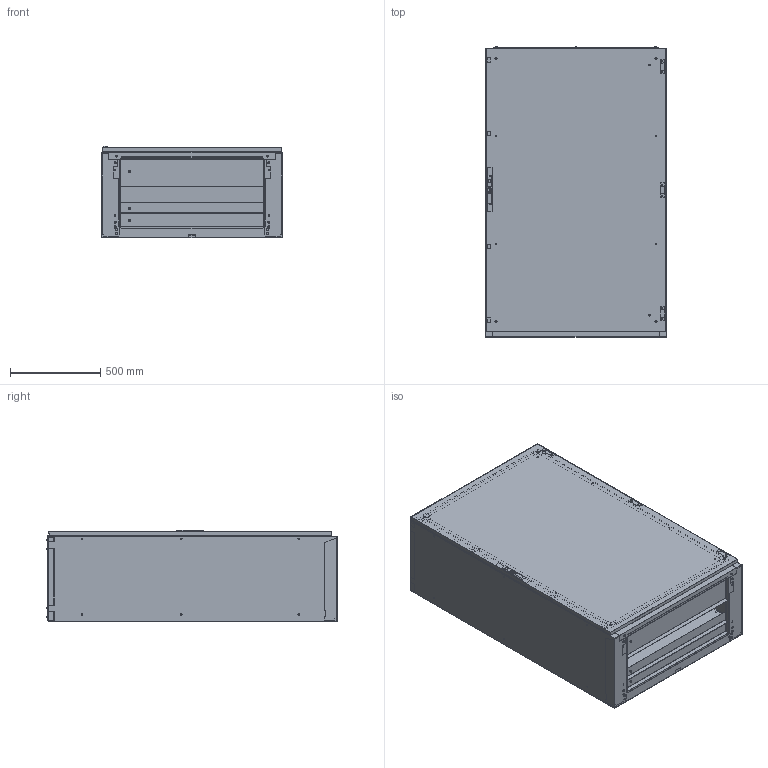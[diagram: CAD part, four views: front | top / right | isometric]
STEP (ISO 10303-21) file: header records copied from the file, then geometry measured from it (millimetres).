
FILE_DESCRIPTION (( 'STEP AP214' ), '1' );
FILE_NAME ('0370-1016-50-10.STEP', '2015-05-05T06:22:19', ( '' ), ( '' ), 'SwSTEP 2.0', 'SolidWorks 2014', '' );
FILE_SCHEMA (( 'AUTOMOTIVE_DESIGN' ));
Length unit declared in the file: millimetre
Products named in the file (19): Arretierwinkel kpl links (Modell) 1000; Rasthalterung kpl rechts (Modell) 1000; Rasthalterung kpl links (Modell) 1000; Montageplatte 0348 (Modell) B1000H1600; Tragschiene oben links (Modell) T500; Dachwinkel vorn-hinten (Modell) B1000; Tragschiene unten links (Modell) T500; Dachplatte 0390 (Modell) B1000T500; Bodenblech vorn-hinten (Modell) B1000; Tuere 0395 (Modell) B1000H1600; Bodenplatte hinten 0395 f黵 0390 (Modell) B1000; Tragschiene unten rechts (Modell) T500; Abwicklung kpl (Modell) B1000H1600T500; Bodenplatte mitte 0395 f黵 0390 (Modell) B1000; 0370-1016-50-10; Bodenplatte vorne 0395 f黵 0390 (Modell) B1000; Tragschiene oben rechts (Modell) T500; Montageplatte kpl 0348 (Modell) B1000H1600; Arretierwinkel kpl rechts (Modell) 1000
Assembly tree (18 placements, depth 3):
  0370-1016-50-10
    Abwicklung kpl (Modell) B1000H1600T500
    Tragschiene unten rechts (Modell) T500
    Tuere 0395 (Modell) B1000H1600
    Bodenblech vorn-hinten (Modell) B1000
    Dachplatte 0390 (Modell) B1000T500
    Tragschiene unten links (Modell) T500
    Dachwinkel vorn-hinten (Modell) B1000
    Tragschiene oben links (Modell) T500
    Montageplatte kpl 0348 (Modell) B1000H1600
      Montageplatte 0348 (Modell) B1000H1600
      Rasthalterung kpl links (Modell) 1000
      Rasthalterung kpl rechts (Modell) 1000
      Arretierwinkel kpl links (Modell) 1000
      Arretierwinkel kpl rechts (Modell) 1000
    Tragschiene oben rechts (Modell) T500
    Bodenplatte vorne 0395 f黵 0390 (Modell) B1000
    Bodenplatte mitte 0395 f黵 0390 (Modell) B1000
    Bodenplatte hinten 0395 f黵 0390 (Modell) B1000
Bounding box: 1000 x 1606.5 x 507.5 mm (x, y, z)
Volume: 17156525.5 mm3; surface area: 17559795.2 mm2
Topology: 31 solids, 31 shells, 2585 faces, 6902 edges, 4573 vertices
Faces by surface type: plane 1347, cylinder 1178, cone 60
Entity records: 102877 total; most frequent: DIRECTION 14476, CARTESIAN_POINT 14343, ORIENTED_EDGE 13804, EDGE_CURVE 6902, AXIS2_PLACEMENT_3D 5042, VERTEX_POINT 4573, LINE 4392, VECTOR 4392
